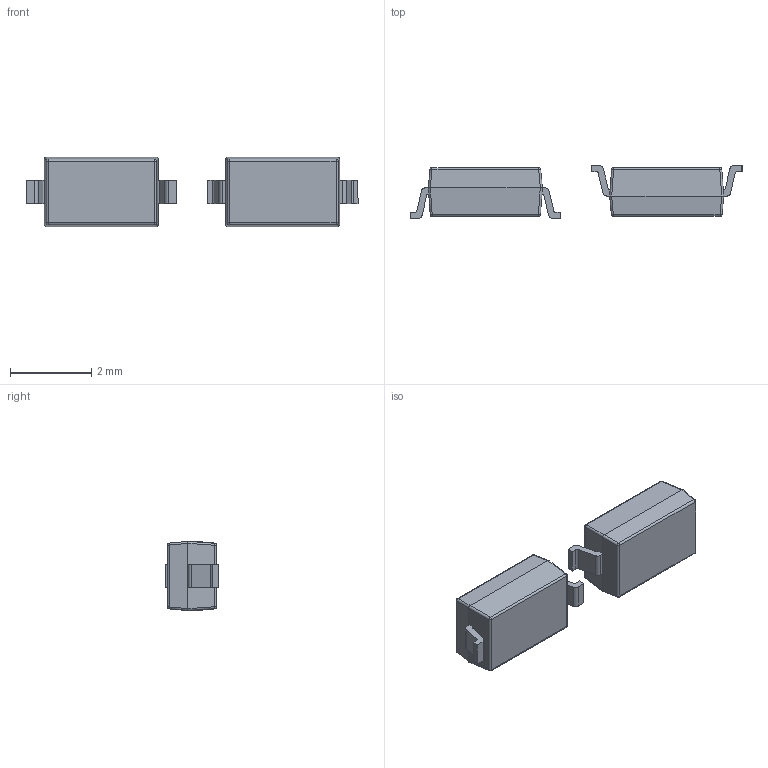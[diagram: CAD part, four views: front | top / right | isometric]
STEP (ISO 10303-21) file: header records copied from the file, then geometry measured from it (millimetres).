
FILE_DESCRIPTION (( 'STEP AP214' ), '1' );
FILE_NAME ('SOD-123.STEP', '2023-05-29T15:27:46', ( '' ), ( '' ), 'SwSTEP 2.0', 'SolidWorks 2020', '' );
FILE_SCHEMA (( 'AUTOMOTIVE_DESIGN' ));
Length unit declared in the file: millimetre
Products named in the file (3): 錨璃1; 錨璃2; SOD-123
Assembly tree (4 placements, depth 2):
  SOD-123
    錨璃1  x2
    錨璃2  x2
Bounding box: 8.15 x 1.3 x 1.7 mm (x, y, z)
Volume: 11.3 mm3; surface area: 44.9 mm2
Topology: 6 solids, 6 shells, 124 faces, 304 edges, 176 vertices
Faces by surface type: plane 60, cylinder 48, sphere 16
Entity records: 1871 total; most frequent: DIRECTION 318, CARTESIAN_POINT 313, ORIENTED_EDGE 288, EDGE_CURVE 144, AXIS2_PLACEMENT_3D 109, VECTOR 100, LINE 100, VERTEX_POINT 88
